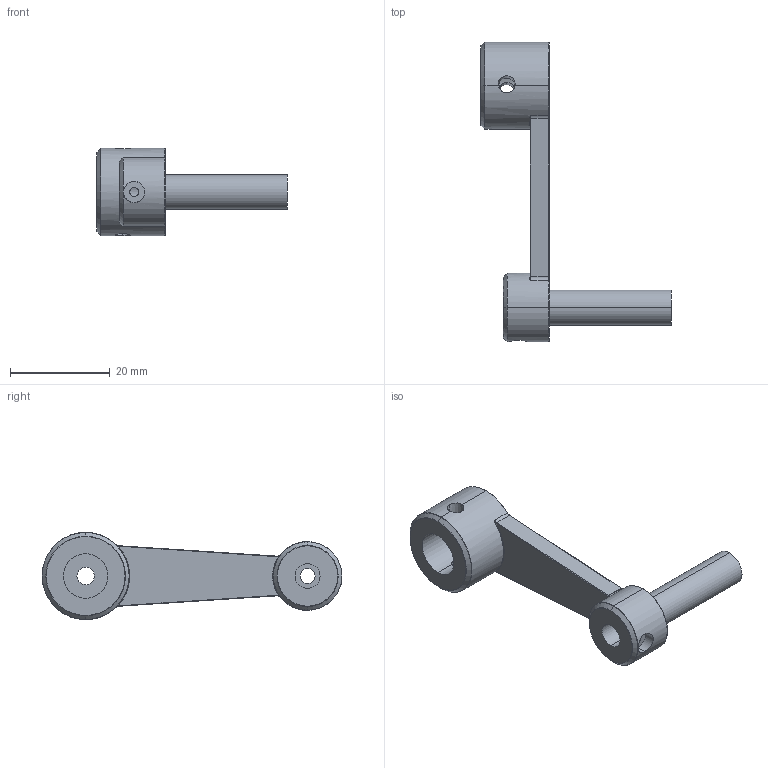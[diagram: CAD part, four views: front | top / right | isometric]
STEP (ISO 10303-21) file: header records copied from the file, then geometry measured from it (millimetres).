
FILE_DESCRIPTION (( 'STEP AP214' ), '1' );
FILE_NAME ('Drum - Crank Arm.STEP', '2025-07-06T08:35:25', ( '' ), ( '' ), 'SwSTEP 2.0', 'SolidWorks 2025', '' );
FILE_SCHEMA (( 'AUTOMOTIVE_DESIGN' ));
Length unit declared in the file: millimetre
Products named in the file (1): Drum - Crank Arm
Bounding box: 38.2 x 60.15 x 17.5 mm (x, y, z)
Volume: 5267.9 mm3; surface area: 4083.8 mm2
Topology: 1 solids, 1 shells, 78 faces, 191 edges, 112 vertices
Faces by surface type: cylinder 29, torus 26, plane 11, cone 8, bspline 4
Entity records: 2653 total; most frequent: CARTESIAN_POINT 772, DIRECTION 419, ORIENTED_EDGE 374, EDGE_CURVE 187, AXIS2_PLACEMENT_3D 185, VERTEX_POINT 112, CIRCLE 110, EDGE_LOOP 89
